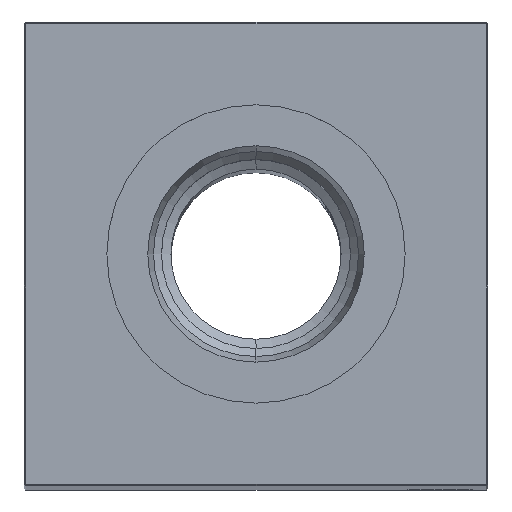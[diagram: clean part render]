
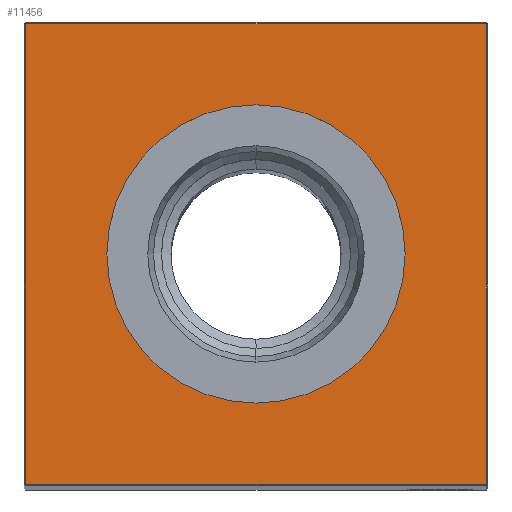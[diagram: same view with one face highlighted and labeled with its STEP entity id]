
A CAD part, top view. The second image highlights one B-rep face of the part: STEP entity #11456.
In plain terms, the highlighted planar face has unit normal (0, 0, 1).
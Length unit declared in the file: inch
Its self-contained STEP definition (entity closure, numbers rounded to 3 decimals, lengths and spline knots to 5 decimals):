
#143 = VERTEX_POINT ( 'NONE', #14481 ) ;
#924 = VERTEX_POINT ( 'NONE', #12984 ) ;
#1060 = LINE ( 'NONE', #21563, #20725 ) ;
#1431 = EDGE_LOOP ( 'NONE', ( #7808, #8848, #25058, #21851 ) ) ;
#1438 = VECTOR ( 'NONE', #4586, 39.37008 ) ;
#1846 = CARTESIAN_POINT ( 'NONE',  ( 0., 0., 15.25 ) ) ;
#2890 = FACE_BOUND ( 'NONE', #18565, .T. ) ;
#4297 = DIRECTION ( 'NONE',  ( -1., 0., 0. ) ) ;
#4397 = DIRECTION ( 'NONE',  ( -1., 0., 0. ) ) ;
#4586 = DIRECTION ( 'NONE',  ( 1., 0., 0. ) ) ;
#5084 = LINE ( 'NONE', #13315, #5638 ) ;
#5360 = DIRECTION ( 'NONE',  ( 0., 0., -1. ) ) ;
#5638 = VECTOR ( 'NONE', #25337, 39.37008 ) ;
#5773 = FACE_OUTER_BOUND ( 'NONE', #1431, .T. ) ;
#5821 = AXIS2_PLACEMENT_3D ( 'NONE', #1846, #5360, #13596 ) ;
#6958 = PLANE ( 'NONE',  #15225 ) ;
#6996 = VERTEX_POINT ( 'NONE', #9431 ) ;
#7015 = LINE ( 'NONE', #14839, #1438 ) ;
#7031 = CIRCLE ( 'NONE', #23416, 0.96457 ) ;
#7808 = ORIENTED_EDGE ( 'NONE', *, *, #15478, .T. ) ;
#8555 = DIRECTION ( 'NONE',  ( -1., 0., 0. ) ) ;
#8589 = DIRECTION ( 'NONE',  ( 0., 0., -1. ) ) ;
#8848 = ORIENTED_EDGE ( 'NONE', *, *, #22964, .T. ) ;
#9431 = CARTESIAN_POINT ( 'NONE',  ( -1.49, -1.49, 15.25 ) ) ;
#10024 = VERTEX_POINT ( 'NONE', #22658 ) ;
#10056 = EDGE_CURVE ( 'NONE', #924, #143, #12011, .T. ) ;
#10457 = CARTESIAN_POINT ( 'NONE',  ( 0., 0., 15.25 ) ) ;
#11456 = ADVANCED_FACE ( 'NONE', ( #5773, #2890 ), #6958, .F. ) ;
#11562 = ORIENTED_EDGE ( 'NONE', *, *, #25709, .T. ) ;
#11857 = EDGE_CURVE ( 'NONE', #19143, #10024, #7031, .T. ) ;
#12011 = LINE ( 'NONE', #12528, #24699 ) ;
#12273 = CARTESIAN_POINT ( 'NONE',  ( 1.49, -1.49, 15.25 ) ) ;
#12528 = CARTESIAN_POINT ( 'NONE',  ( 0., 1.49, 15.25 ) ) ;
#12984 = CARTESIAN_POINT ( 'NONE',  ( 1.49, 1.49, 15.25 ) ) ;
#13315 = CARTESIAN_POINT ( 'NONE',  ( -1.49, 0., 15.25 ) ) ;
#13596 = DIRECTION ( 'NONE',  ( -1., 0., 0. ) ) ;
#13980 = DIRECTION ( 'NONE',  ( 0., 1., 0. ) ) ;
#14440 = VERTEX_POINT ( 'NONE', #12273 ) ;
#14481 = CARTESIAN_POINT ( 'NONE',  ( -1.49, 1.49, 15.25 ) ) ;
#14839 = CARTESIAN_POINT ( 'NONE',  ( 0., -1.49, 15.25 ) ) ;
#15225 = AXIS2_PLACEMENT_3D ( 'NONE', #25440, #8589, #4397 ) ;
#15478 = EDGE_CURVE ( 'NONE', #143, #6996, #5084, .T. ) ;
#18565 = EDGE_LOOP ( 'NONE', ( #11562, #23069 ) ) ;
#19143 = VERTEX_POINT ( 'NONE', #26570 ) ;
#20725 = VECTOR ( 'NONE', #13980, 39.37008 ) ;
#21316 = EDGE_CURVE ( 'NONE', #14440, #924, #1060, .T. ) ;
#21563 = CARTESIAN_POINT ( 'NONE',  ( 1.49, 0., 15.25 ) ) ;
#21851 = ORIENTED_EDGE ( 'NONE', *, *, #10056, .T. ) ;
#22188 = CIRCLE ( 'NONE', #5821, 0.96457 ) ;
#22658 = CARTESIAN_POINT ( 'NONE',  ( 0., 0.96457, 15.25 ) ) ;
#22964 = EDGE_CURVE ( 'NONE', #6996, #14440, #7015, .T. ) ;
#23069 = ORIENTED_EDGE ( 'NONE', *, *, #11857, .T. ) ;
#23416 = AXIS2_PLACEMENT_3D ( 'NONE', #10457, #25280, #8555 ) ;
#24699 = VECTOR ( 'NONE', #4297, 39.37008 ) ;
#25058 = ORIENTED_EDGE ( 'NONE', *, *, #21316, .T. ) ;
#25280 = DIRECTION ( 'NONE',  ( 0., 0., -1. ) ) ;
#25337 = DIRECTION ( 'NONE',  ( 0., -1., 0. ) ) ;
#25440 = CARTESIAN_POINT ( 'NONE',  ( 0., 0., 15.25 ) ) ;
#25709 = EDGE_CURVE ( 'NONE', #10024, #19143, #22188, .T. ) ;
#26570 = CARTESIAN_POINT ( 'NONE',  ( 0., -0.96457, 15.25 ) ) ;
